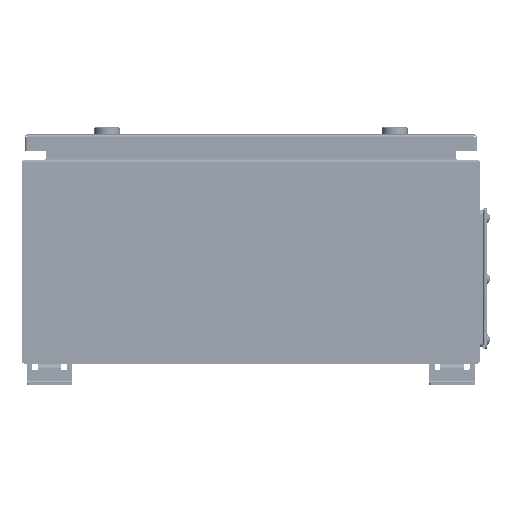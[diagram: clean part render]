
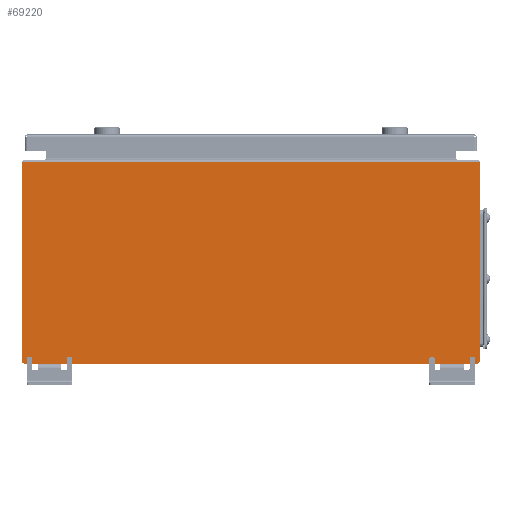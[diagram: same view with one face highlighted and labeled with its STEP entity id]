
A CAD part, left-side view. The second image highlights one B-rep face of the part: STEP entity #69220.
In plain terms, the highlighted planar face has unit normal (-1, 0, 0).
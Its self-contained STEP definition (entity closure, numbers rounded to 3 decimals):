
#4347 = DIRECTION ( 'NONE',  ( 0., 0., 1. ) ) ;
#5207 = CARTESIAN_POINT ( 'NONE',  ( -1.5, 250., -108.5 ) ) ;
#5751 = LINE ( 'NONE', #16562, #72338 ) ;
#6614 = CARTESIAN_POINT ( 'NONE',  ( -1.5, 0., 0. ) ) ;
#11323 = DIRECTION ( 'NONE',  ( 0., 0., -1. ) ) ;
#12542 = CARTESIAN_POINT ( 'NONE',  ( -1.5, -250., -111.5 ) ) ;
#12724 = CIRCLE ( 'NONE', #63007, 3. ) ;
#16562 = CARTESIAN_POINT ( 'NONE',  ( -1.5, -250., 111.5 ) ) ;
#19100 = ORIENTED_EDGE ( 'NONE', *, *, #56347, .T. ) ;
#20433 = CARTESIAN_POINT ( 'NONE',  ( -1.5, -247., -108.5 ) ) ;
#23422 = DIRECTION ( 'NONE',  ( -1., 0., 0. ) ) ;
#23577 = LINE ( 'NONE', #30679, #68286 ) ;
#24165 = ORIENTED_EDGE ( 'NONE', *, *, #58142, .F. ) ;
#25651 = AXIS2_PLACEMENT_3D ( 'NONE', #20433, #38392, #4347 ) ;
#26284 = VECTOR ( 'NONE', #68648, 1000. ) ;
#27084 = VERTEX_POINT ( 'NONE', #55909 ) ;
#28472 = LINE ( 'NONE', #33706, #26284 ) ;
#29085 = EDGE_CURVE ( 'NONE', #45972, #27084, #28472, .T. ) ;
#29972 = CARTESIAN_POINT ( 'NONE',  ( -1.5, -250., -108.5 ) ) ;
#30195 = VECTOR ( 'NONE', #35373, 1000. ) ;
#30679 = CARTESIAN_POINT ( 'NONE',  ( -1.5, -250., 108.5 ) ) ;
#32879 = AXIS2_PLACEMENT_3D ( 'NONE', #6614, #23422, #46308 ) ;
#33444 = VERTEX_POINT ( 'NONE', #57662 ) ;
#33706 = CARTESIAN_POINT ( 'NONE',  ( -1.5, 250., 111.5 ) ) ;
#35373 = DIRECTION ( 'NONE',  ( 0., 1., 0. ) ) ;
#36386 = CIRCLE ( 'NONE', #25651, 3. ) ;
#37521 = DIRECTION ( 'NONE',  ( 0., 0., 1. ) ) ;
#38392 = DIRECTION ( 'NONE',  ( -1., 0., 0. ) ) ;
#39892 = LINE ( 'NONE', #12542, #30195 ) ;
#40433 = DIRECTION ( 'NONE',  ( 0., 1., 0. ) ) ;
#41028 = FACE_OUTER_BOUND ( 'NONE', #59551, .T. ) ;
#43162 = CARTESIAN_POINT ( 'NONE',  ( -1.5, 247., -108.5 ) ) ;
#44697 = ORIENTED_EDGE ( 'NONE', *, *, #49049, .F. ) ;
#45378 = VERTEX_POINT ( 'NONE', #47128 ) ;
#45972 = VERTEX_POINT ( 'NONE', #5207 ) ;
#46308 = DIRECTION ( 'NONE',  ( 0., 0., 1. ) ) ;
#47128 = CARTESIAN_POINT ( 'NONE',  ( -1.5, -250., 108.5 ) ) ;
#48998 = ORIENTED_EDGE ( 'NONE', *, *, #29085, .F. ) ;
#49049 = EDGE_CURVE ( 'NONE', #45378, #57493, #5751, .T. ) ;
#49745 = EDGE_CURVE ( 'NONE', #73768, #57493, #36386, .T. ) ;
#55037 = ORIENTED_EDGE ( 'NONE', *, *, #70618, .T. ) ;
#55909 = CARTESIAN_POINT ( 'NONE',  ( -1.5, 250., 108.5 ) ) ;
#56347 = EDGE_CURVE ( 'NONE', #45378, #27084, #23577, .T. ) ;
#57493 = VERTEX_POINT ( 'NONE', #29972 ) ;
#57662 = CARTESIAN_POINT ( 'NONE',  ( -1.5, 247., -111.5 ) ) ;
#58142 = EDGE_CURVE ( 'NONE', #73768, #33444, #39892, .T. ) ;
#59551 = EDGE_LOOP ( 'NONE', ( #24165, #66260, #44697, #19100, #48998, #55037 ) ) ;
#63007 = AXIS2_PLACEMENT_3D ( 'NONE', #43162, #66057, #37521 ) ;
#63931 = PLANE ( 'NONE',  #32879 ) ;
#66057 = DIRECTION ( 'NONE',  ( -1., 0., 0. ) ) ;
#66260 = ORIENTED_EDGE ( 'NONE', *, *, #49745, .T. ) ;
#68286 = VECTOR ( 'NONE', #40433, 1000. ) ;
#68648 = DIRECTION ( 'NONE',  ( 0., 0., 1. ) ) ;
#69220 = ADVANCED_FACE ( 'NONE', ( #41028 ), #63931, .T. ) ;
#70618 = EDGE_CURVE ( 'NONE', #45972, #33444, #12724, .T. ) ;
#71455 = CARTESIAN_POINT ( 'NONE',  ( -1.5, -247., -111.5 ) ) ;
#72338 = VECTOR ( 'NONE', #11323, 1000. ) ;
#73768 = VERTEX_POINT ( 'NONE', #71455 ) ;
